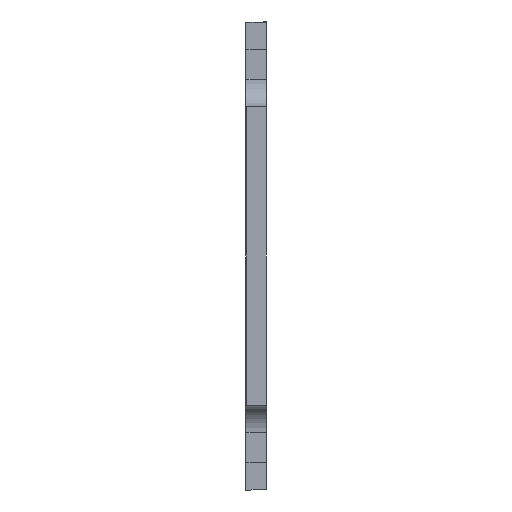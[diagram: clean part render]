
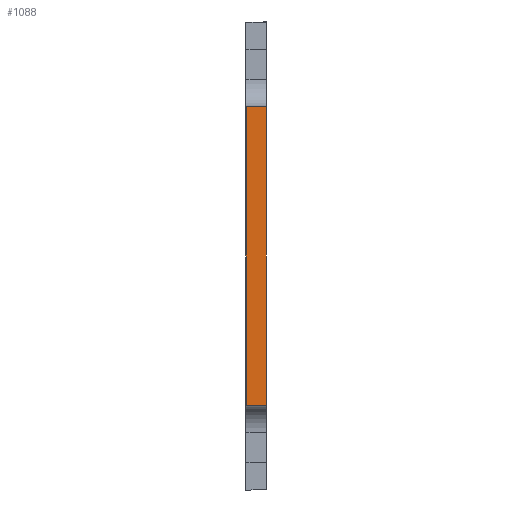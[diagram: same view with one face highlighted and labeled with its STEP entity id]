
A CAD part, front view. The second image highlights one B-rep face of the part: STEP entity #1088.
In plain terms, the highlighted planar face has unit normal (0.001, -1, 0).
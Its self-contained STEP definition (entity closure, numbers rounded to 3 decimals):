
#98=FACE_OUTER_BOUND('',#162,.T.);
#162=EDGE_LOOP('',(#981,#982,#983,#984));
#232=LINE('',#1581,#344);
#283=LINE('',#1729,#395);
#286=LINE('',#1738,#398);
#320=LINE('',#1826,#432);
#344=VECTOR('',#1250,10.);
#395=VECTOR('',#1395,10.);
#398=VECTOR('',#1402,10.);
#432=VECTOR('',#1500,10.);
#437=VERTEX_POINT('',#1526);
#464=VERTEX_POINT('',#1579);
#514=VERTEX_POINT('',#1727);
#518=VERTEX_POINT('',#1736);
#568=EDGE_CURVE('',#464,#437,#232,.T.);
#642=EDGE_CURVE('',#514,#464,#283,.T.);
#646=EDGE_CURVE('',#518,#514,#286,.T.);
#692=EDGE_CURVE('',#518,#437,#320,.T.);
#981=ORIENTED_EDGE('',*,*,#568,.F.);
#982=ORIENTED_EDGE('',*,*,#642,.F.);
#983=ORIENTED_EDGE('',*,*,#646,.F.);
#984=ORIENTED_EDGE('',*,*,#692,.T.);
#1038=PLANE('',#1201);
#1088=ADVANCED_FACE('',(#98),#1038,.F.);
#1201=AXIS2_PLACEMENT_3D('',#1828,#1503,#1504);
#1250=DIRECTION('',(1.,0.,0.));
#1395=DIRECTION('',(0.,0.,1.));
#1402=DIRECTION('',(-1.,0.,0.));
#1500=DIRECTION('',(0.,0.,1.));
#1503=DIRECTION('center_axis',(0.,1.,0.));
#1504=DIRECTION('ref_axis',(-1.,0.,0.));
#1526=CARTESIAN_POINT('',(11.,-32.5,18.345));
#1579=CARTESIAN_POINT('',(-11.,-32.5,18.345));
#1581=CARTESIAN_POINT('',(5.5,-32.5,18.345));
#1727=CARTESIAN_POINT('',(-11.,-32.5,16.845));
#1729=CARTESIAN_POINT('',(-11.,-32.5,16.845));
#1736=CARTESIAN_POINT('',(11.,-32.5,16.845));
#1738=CARTESIAN_POINT('',(11.,-32.5,16.845));
#1826=CARTESIAN_POINT('',(11.,-32.5,16.845));
#1828=CARTESIAN_POINT('Origin',(11.,-32.5,16.845));
